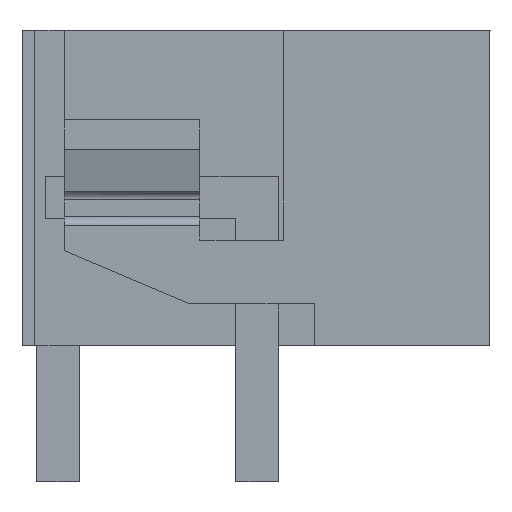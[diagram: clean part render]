
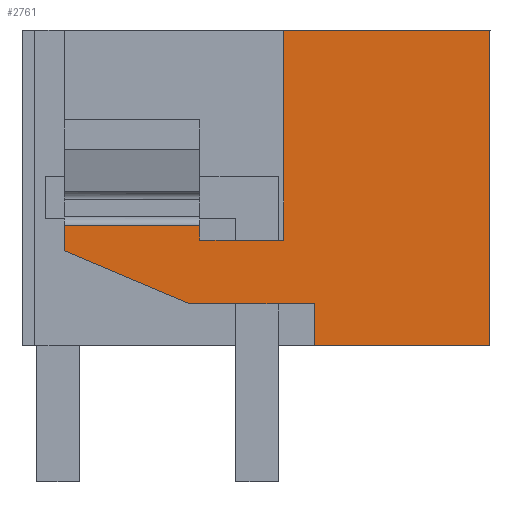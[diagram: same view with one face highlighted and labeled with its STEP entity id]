
A CAD part, left-side view. The second image highlights one B-rep face of the part: STEP entity #2761.
In plain terms, the highlighted planar face has unit normal (-1, 0, 0).
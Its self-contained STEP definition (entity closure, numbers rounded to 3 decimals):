
#2692=AXIS2_PLACEMENT_3D('Plane Axis2P3D',#2689,#2690,#2691) ;
#88=CARTESIAN_POINT('Vertex',(0.,0.,3.2)) ;
#93=CARTESIAN_POINT('Line Origine',(0.,2.075,3.2)) ;
#97=CARTESIAN_POINT('Vertex',(0.,4.15,3.2)) ;
#1047=CARTESIAN_POINT('Vertex',(0.,4.875,10.65)) ;
#1050=CARTESIAN_POINT('Line Origine',(0.,2.437,10.65)) ;
#1054=CARTESIAN_POINT('Vertex',(0.,0.,10.65)) ;
#2606=CARTESIAN_POINT('Line Origine',(0.,0.,6.925)) ;
#2689=CARTESIAN_POINT('Axis2P3D Location',(0.,11.05,0.)) ;
#2694=CARTESIAN_POINT('Line Origine',(0.,4.875,8.175)) ;
#2698=CARTESIAN_POINT('Vertex',(0.,4.875,5.7)) ;
#2701=CARTESIAN_POINT('Line Origine',(0.,5.863,5.7)) ;
#2705=CARTESIAN_POINT('Vertex',(0.,6.85,5.7)) ;
#2708=CARTESIAN_POINT('Line Origine',(0.,6.85,5.875)) ;
#2712=CARTESIAN_POINT('Vertex',(0.,6.85,6.05)) ;
#2715=CARTESIAN_POINT('Line Origine',(0.,8.45,6.05)) ;
#2719=CARTESIAN_POINT('Vertex',(0.,10.05,6.05)) ;
#2722=CARTESIAN_POINT('Line Origine',(0.,10.05,5.75)) ;
#2726=CARTESIAN_POINT('Vertex',(0.,10.05,5.45)) ;
#2729=CARTESIAN_POINT('Line Origine',(0.,8.571,4.823)) ;
#2733=CARTESIAN_POINT('Vertex',(0.,7.092,4.197)) ;
#2736=CARTESIAN_POINT('Line Origine',(0.,5.621,4.197)) ;
#2740=CARTESIAN_POINT('Vertex',(0.,4.15,4.197)) ;
#2743=CARTESIAN_POINT('Line Origine',(0.,4.15,3.698)) ;
#94=DIRECTION('Vector Direction',(0.,1.,0.)) ;
#1051=DIRECTION('Vector Direction',(0.,-1.,0.)) ;
#2607=DIRECTION('Vector Direction',(0.,0.,-1.)) ;
#2690=DIRECTION('Axis2P3D Direction',(-1.,0.,0.)) ;
#2691=DIRECTION('Axis2P3D XDirection',(0.,-1.,0.)) ;
#2695=DIRECTION('Vector Direction',(0.,0.,1.)) ;
#2702=DIRECTION('Vector Direction',(0.,1.,0.)) ;
#2709=DIRECTION('Vector Direction',(0.,0.,1.)) ;
#2716=DIRECTION('Vector Direction',(0.,-1.,0.)) ;
#2723=DIRECTION('Vector Direction',(0.,0.,-1.)) ;
#2730=DIRECTION('Vector Direction',(0.,0.921,0.39)) ;
#2737=DIRECTION('Vector Direction',(0.,-1.,0.)) ;
#2744=DIRECTION('Vector Direction',(0.,0.,-1.)) ;
#95=VECTOR('Line Direction',#94,1.) ;
#1052=VECTOR('Line Direction',#1051,1.) ;
#2608=VECTOR('Line Direction',#2607,1.) ;
#2696=VECTOR('Line Direction',#2695,1.) ;
#2703=VECTOR('Line Direction',#2702,1.) ;
#2710=VECTOR('Line Direction',#2709,1.) ;
#2717=VECTOR('Line Direction',#2716,1.) ;
#2724=VECTOR('Line Direction',#2723,1.) ;
#2731=VECTOR('Line Direction',#2730,1.) ;
#2738=VECTOR('Line Direction',#2737,1.) ;
#2745=VECTOR('Line Direction',#2744,1.) ;
#2749=ORIENTED_EDGE('',*,*,#99,.T.) ;
#2750=ORIENTED_EDGE('',*,*,#2610,.T.) ;
#2751=ORIENTED_EDGE('',*,*,#1056,.T.) ;
#2752=ORIENTED_EDGE('',*,*,#2700,.T.) ;
#2753=ORIENTED_EDGE('',*,*,#2707,.T.) ;
#2754=ORIENTED_EDGE('',*,*,#2714,.T.) ;
#2755=ORIENTED_EDGE('',*,*,#2721,.F.) ;
#2756=ORIENTED_EDGE('',*,*,#2728,.T.) ;
#2757=ORIENTED_EDGE('',*,*,#2735,.T.) ;
#2758=ORIENTED_EDGE('',*,*,#2742,.T.) ;
#2759=ORIENTED_EDGE('',*,*,#2747,.T.) ;
#2761=ADVANCED_FACE('HOUSING',(#2760),#2693,.T.) ;
#99=EDGE_CURVE('',#98,#89,#96,.F.) ;
#1056=EDGE_CURVE('',#1055,#1048,#1053,.F.) ;
#2610=EDGE_CURVE('',#89,#1055,#2609,.F.) ;
#2700=EDGE_CURVE('',#1048,#2699,#2697,.F.) ;
#2707=EDGE_CURVE('',#2699,#2706,#2704,.T.) ;
#2714=EDGE_CURVE('',#2706,#2713,#2711,.T.) ;
#2721=EDGE_CURVE('',#2720,#2713,#2718,.T.) ;
#2728=EDGE_CURVE('',#2720,#2727,#2725,.T.) ;
#2735=EDGE_CURVE('',#2727,#2734,#2732,.F.) ;
#2742=EDGE_CURVE('',#2734,#2741,#2739,.T.) ;
#2747=EDGE_CURVE('',#2741,#98,#2746,.T.) ;
#2748=EDGE_LOOP('',(#2749,#2750,#2751,#2752,#2753,#2754,#2755,#2756,#2757,#2758,#2759)) ;
#2760=FACE_OUTER_BOUND('',#2748,.T.) ;
#96=LINE('Line',#93,#95) ;
#1053=LINE('Line',#1050,#1052) ;
#2609=LINE('Line',#2606,#2608) ;
#2697=LINE('Line',#2694,#2696) ;
#2704=LINE('Line',#2701,#2703) ;
#2711=LINE('Line',#2708,#2710) ;
#2718=LINE('Line',#2715,#2717) ;
#2725=LINE('Line',#2722,#2724) ;
#2732=LINE('Line',#2729,#2731) ;
#2739=LINE('Line',#2736,#2738) ;
#2746=LINE('Line',#2743,#2745) ;
#2693=PLANE('',#2692) ;
#89=VERTEX_POINT('',#88) ;
#98=VERTEX_POINT('',#97) ;
#1048=VERTEX_POINT('',#1047) ;
#1055=VERTEX_POINT('',#1054) ;
#2699=VERTEX_POINT('',#2698) ;
#2706=VERTEX_POINT('',#2705) ;
#2713=VERTEX_POINT('',#2712) ;
#2720=VERTEX_POINT('',#2719) ;
#2727=VERTEX_POINT('',#2726) ;
#2734=VERTEX_POINT('',#2733) ;
#2741=VERTEX_POINT('',#2740) ;
